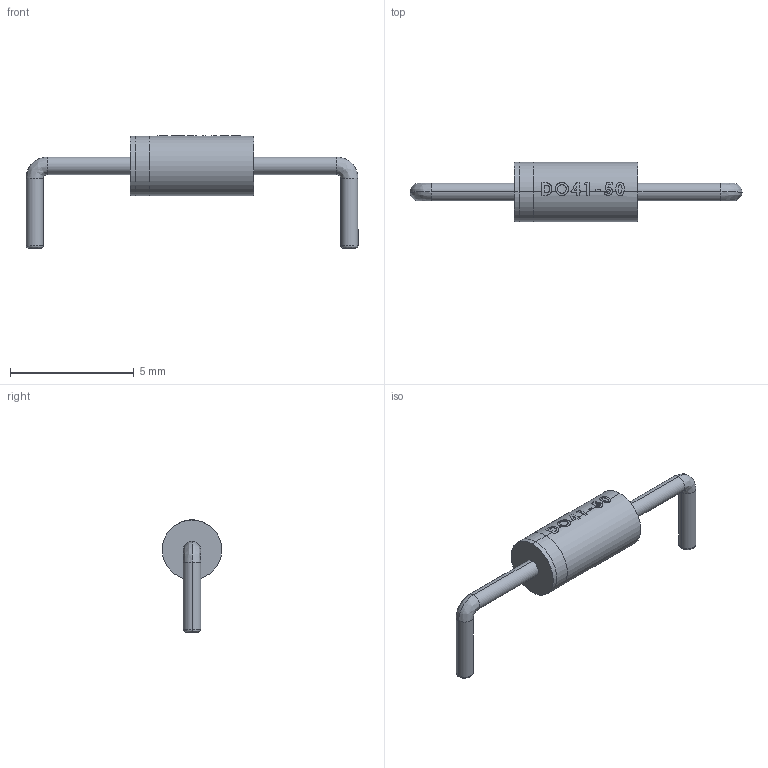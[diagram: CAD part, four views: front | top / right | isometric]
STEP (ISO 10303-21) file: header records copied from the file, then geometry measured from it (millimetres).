
FILE_DESCRIPTION (( 'STEP AP214' ), '1' );
FILE_NAME ('User Library-DO-41-50.STEP', '2015-12-06T10:11:49', ( 'Windows User' ), ( '' ), 'SwSTEP 2.0', 'SolidWorks 2016', '' );
FILE_SCHEMA (( 'AUTOMOTIVE_DESIGN' ));
Length unit declared in the file: millimetre
Products named in the file (1): User Library-DO-41-50
Bounding box: 13.4 x 2.4 x 4.53 mm (x, y, z)
Volume: 28 mm3; surface area: 77.3 mm2
Topology: 1 solids, 1 shells, 108 faces, 279 edges, 182 vertices
Faces by surface type: plane 43, bspline 40, cylinder 25
Entity records: 6220 total; most frequent: CARTESIAN_POINT 2612, ORIENTED_EDGE 558, DIRECTION 397, EDGE_CURVE 279, VERTEX_POINT 182, AXIS2_PLACEMENT_3D 136, VECTOR 125, LINE 125
